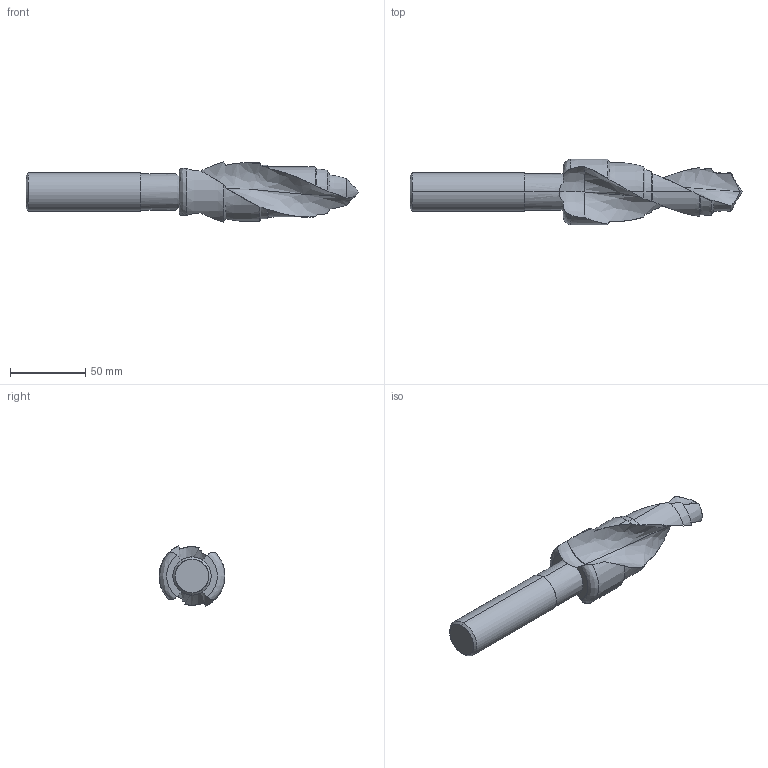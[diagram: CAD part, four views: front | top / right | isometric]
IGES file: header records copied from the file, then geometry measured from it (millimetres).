
Start section: SolidWorks IGES file using analytic representation for surfaces
Global section: file name: 994017002.IGS; native system: SolidWorks 2014; preprocessor: SolidWorks 2014; author: martinw; date: 150721.115407; units: inch
Bounding box: 220.18 x 43.7 x 39.85 mm (x, y, z)
Surface area: 22780.1 mm2 (no closed solid volume)
Topology: 0 solids, 0 shells, 49 faces, 774 edges, 772 vertices
Faces by surface type: revolution 35, bspline 14
